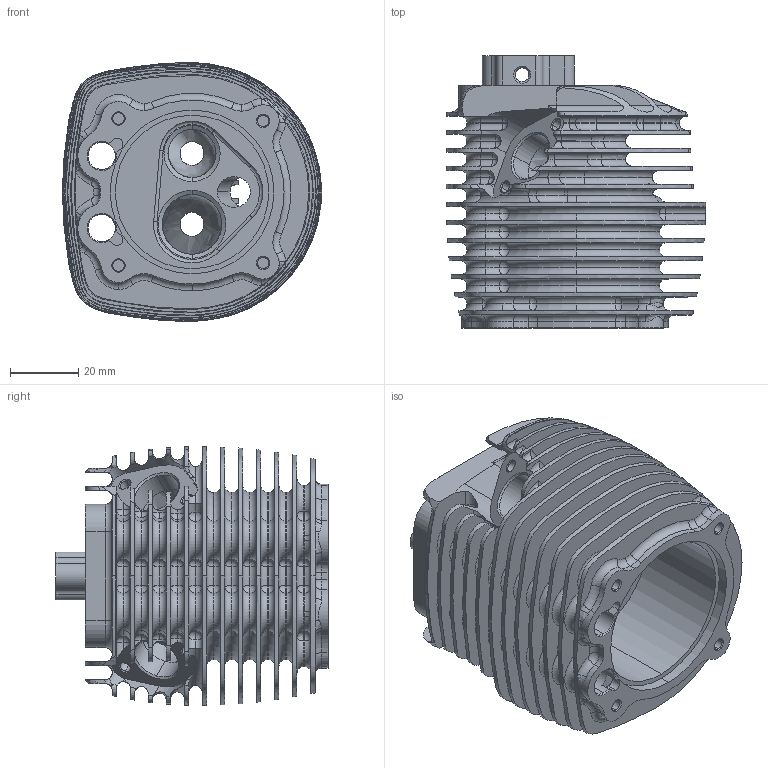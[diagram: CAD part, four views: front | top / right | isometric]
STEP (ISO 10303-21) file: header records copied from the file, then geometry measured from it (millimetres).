
FILE_DESCRIPTION (( 'STEP AP203' ), '1' );
FILE_NAME ('Ì-50 Ãîëîâêà öèëèíäðà 1.2_4.1-02.STEP', '2019-02-12T14:01:36', ( '' ), ( '' ), 'SwSTEP 2.0', 'SolidWorks 2016', '' );
FILE_SCHEMA (( 'CONFIG_CONTROL_DESIGN' ));
Length unit declared in the file: millimetre
Products named in the file (1): Ì-50 Ãîëîâêà öèëèíäðà 1.2_4.1-02
Bounding box: 76.02 x 79.8 x 75.98 mm (x, y, z)
Volume: 103089.1 mm3; surface area: 83419.1 mm2
Topology: 1 solids, 1 shells, 1247 faces, 3127 edges, 1775 vertices
Faces by surface type: cylinder 459, torus 297, plane 200, sphere 120, bspline 105, cone 66
Entity records: 54055 total; most frequent: CARTESIAN_POINT 25595, DIRECTION 6156, ORIENTED_EDGE 6002, EDGE_CURVE 3001, AXIS2_PLACEMENT_3D 2642, VERTEX_POINT 1775, CIRCLE 1499, EDGE_LOOP 1296
